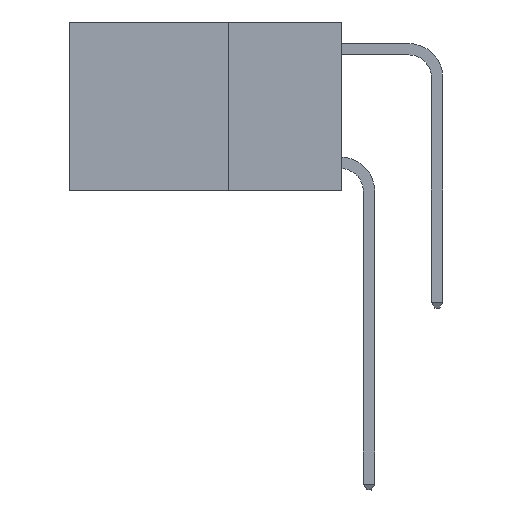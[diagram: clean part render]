
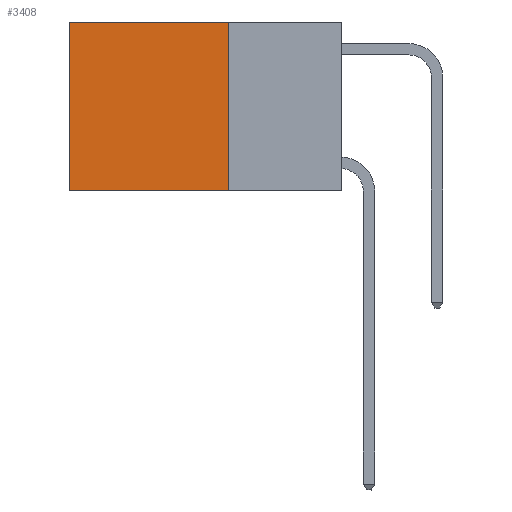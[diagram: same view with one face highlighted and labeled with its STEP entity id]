
A CAD part, left-side view. The second image highlights one B-rep face of the part: STEP entity #3408.
In plain terms, the highlighted planar face has unit normal (-1, 0, 0).
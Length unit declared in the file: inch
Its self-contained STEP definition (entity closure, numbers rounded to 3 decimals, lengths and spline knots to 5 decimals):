
#819 = CARTESIAN_POINT ( 'NONE',  ( 0.2625, 0.25, 0. ) ) ;
#967 = DIRECTION ( 'NONE',  ( 0., 1., 0. ) ) ;
#3408 = ADVANCED_FACE ( 'NONE', ( #7517 ), #21067, .F. ) ;
#3526 = EDGE_LOOP ( 'NONE', ( #7332, #16315, #8249, #16066 ) ) ;
#3593 = EDGE_CURVE ( 'NONE', #26991, #19710, #25172, .T. ) ;
#3725 = DIRECTION ( 'NONE',  ( 1., 0., 0. ) ) ;
#5834 = DIRECTION ( 'NONE',  ( 0., 0., -1. ) ) ;
#7332 = ORIENTED_EDGE ( 'NONE', *, *, #3593, .T. ) ;
#7517 = FACE_OUTER_BOUND ( 'NONE', #3526, .T. ) ;
#8249 = ORIENTED_EDGE ( 'NONE', *, *, #10711, .F. ) ;
#10711 = EDGE_CURVE ( 'NONE', #14529, #29811, #25134, .T. ) ;
#13696 = CARTESIAN_POINT ( 'NONE',  ( 0.2625, 0.6, -0.37 ) ) ;
#14303 = LINE ( 'NONE', #22830, #29322 ) ;
#14529 = VERTEX_POINT ( 'NONE', #18560 ) ;
#14649 = AXIS2_PLACEMENT_3D ( 'NONE', #23558, #3725, #20851 ) ;
#16066 = ORIENTED_EDGE ( 'NONE', *, *, #22358, .T. ) ;
#16315 = ORIENTED_EDGE ( 'NONE', *, *, #28285, .F. ) ;
#17565 = CARTESIAN_POINT ( 'NONE',  ( 0.2625, 0.6, 0. ) ) ;
#18560 = CARTESIAN_POINT ( 'NONE',  ( 0.2625, 0.25, 0. ) ) ;
#19338 = VECTOR ( 'NONE', #26924, 39.37008 ) ;
#19710 = VERTEX_POINT ( 'NONE', #13696 ) ;
#20851 = DIRECTION ( 'NONE',  ( 0., 0., -1. ) ) ;
#21067 = PLANE ( 'NONE',  #14649 ) ;
#22258 = CARTESIAN_POINT ( 'NONE',  ( 0.2625, 0.6, 0. ) ) ;
#22358 = EDGE_CURVE ( 'NONE', #14529, #26991, #25860, .T. ) ;
#22830 = CARTESIAN_POINT ( 'NONE',  ( 0.2625, 0.25, -0.37 ) ) ;
#22901 = DIRECTION ( 'NONE',  ( 0., 0., -1. ) ) ;
#23558 = CARTESIAN_POINT ( 'NONE',  ( 0.2625, 0.25, 0. ) ) ;
#25134 = LINE ( 'NONE', #819, #26223 ) ;
#25172 = LINE ( 'NONE', #17565, #26310 ) ;
#25860 = LINE ( 'NONE', #26820, #19338 ) ;
#26223 = VECTOR ( 'NONE', #5834, 39.37008 ) ;
#26310 = VECTOR ( 'NONE', #22901, 39.37008 ) ;
#26820 = CARTESIAN_POINT ( 'NONE',  ( 0.2625, 0.25, 0. ) ) ;
#26924 = DIRECTION ( 'NONE',  ( 0., 1., 0. ) ) ;
#26991 = VERTEX_POINT ( 'NONE', #22258 ) ;
#28285 = EDGE_CURVE ( 'NONE', #29811, #19710, #14303, .T. ) ;
#29322 = VECTOR ( 'NONE', #967, 39.37008 ) ;
#29811 = VERTEX_POINT ( 'NONE', #30887 ) ;
#30887 = CARTESIAN_POINT ( 'NONE',  ( 0.2625, 0.25, -0.37 ) ) ;
